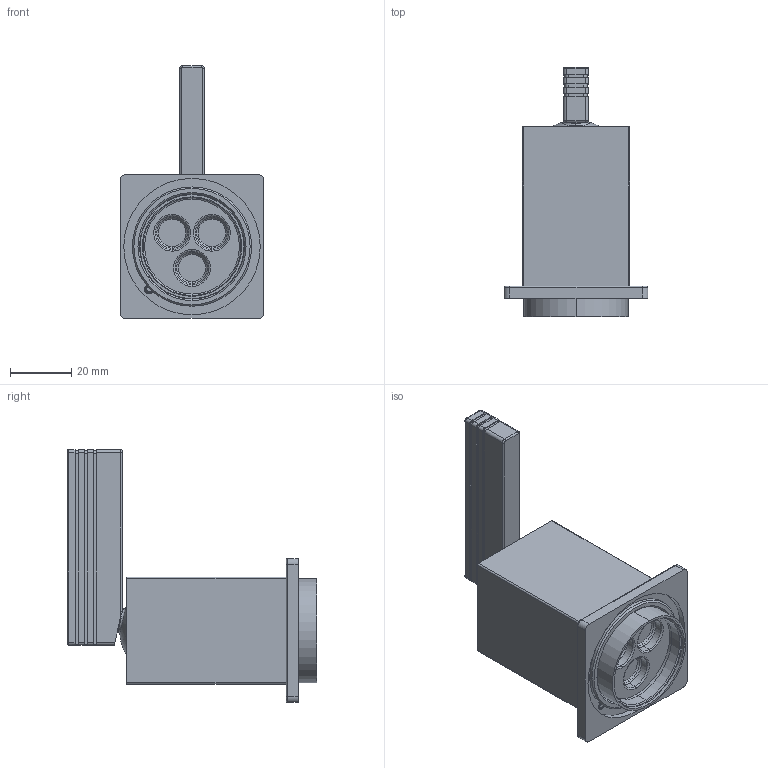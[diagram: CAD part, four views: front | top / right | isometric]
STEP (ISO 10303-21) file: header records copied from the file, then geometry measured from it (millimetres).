
FILE_DESCRIPTION((''),'2;1');
FILE_NAME('AXQM245','2025-01-10T15:35:02',('mirkorogora'),(''),'CREO PARAMETRIC BY PTC INC, 2024273','CREO PARAMETRIC BY PTC INC, 2024273','');
FILE_SCHEMA(('AUTOMOTIVE_DESIGN { 1 0 10303 214 1 1 1 1 }'));
Length unit declared in the file: millimetre
Products named in the file (11): SBTMAC0007; AXQM245C001; SCCMAC0019; SCCMAC0020; SRNMAC0011; AXQM005C004; SVGMAC0038; SVGMAC0006; SORMAC0035; SVGMAC0043; AXQM245
Assembly tree (10 placements, depth 2):
  AXQM245
    SBTMAC0007
    AXQM245C001
    SCCMAC0019
    SCCMAC0020
    SRNMAC0011
    AXQM005C004
    SVGMAC0038
    SVGMAC0006
    SORMAC0035
    SVGMAC0043
Bounding box: 47 x 81.47 x 82.69 mm (x, y, z)
Volume: 81832.8 mm3; surface area: 28824 mm2
Topology: 10 solids, 20 shells, 531 faces, 1312 edges, 823 vertices
Faces by surface type: cylinder 227, plane 131, bspline 63, torus 53, cone 49, sphere 8
Entity records: 39119 total; most frequent: CARTESIAN_POINT 21356, ORIENTED_EDGE 2578, DIRECTION 2386, EDGE_CURVE 1310, AXIS2_PLACEMENT_3D 937, VERTEX_POINT 823, PRESENTATION_STYLE_ASSIGNMENT 751, STYLED_ITEM 751
